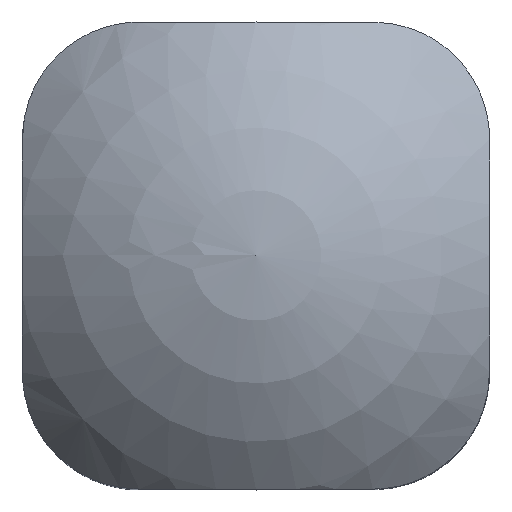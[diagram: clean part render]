
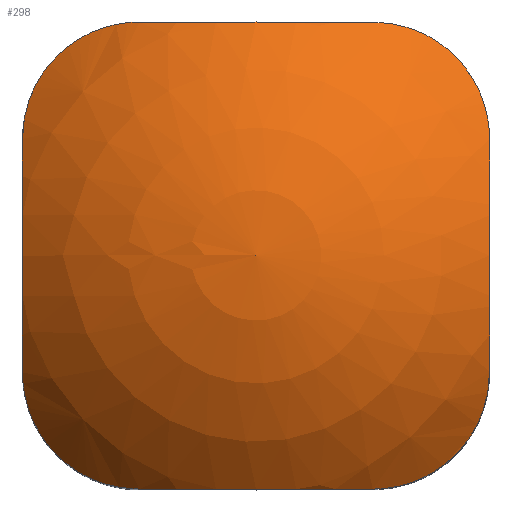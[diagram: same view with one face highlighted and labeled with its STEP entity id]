
A CAD part, top view. The second image highlights one B-rep face of the part: STEP entity #298.
In plain terms, the highlighted spherical face has radius 6 mm.
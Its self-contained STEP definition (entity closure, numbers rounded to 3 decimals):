
#16=SPHERICAL_SURFACE('',#341,6.);
#23=CIRCLE('',#329,4.472);
#24=CIRCLE('',#330,4.472);
#30=CIRCLE('',#339,4.472);
#32=CIRCLE('',#342,6.);
#33=CIRCLE('',#343,4.472);
#34=CIRCLE('',#344,4.472);
#58=FACE_OUTER_BOUND('',#78,.T.);
#78=EDGE_LOOP('',(#228,#229,#230,#231,#232,#233,#234,#235,#236,#237,#238));
#117=B_SPLINE_CURVE_WITH_KNOTS('',3,(#469,#470,#471,#472,#473,#474,#475,
#476,#477,#478,#479,#480,#481,#482,#483),.UNSPECIFIED.,.F.,.F.,(4,2,2,3,
2,2,4),(1.147,1.155,1.231,1.306,
1.382,1.457,1.465),.UNSPECIFIED.);
#122=B_SPLINE_CURVE_WITH_KNOTS('',3,(#575,#576,#577,#578,#579,#580,#581,
#582,#583,#584,#585,#586,#587,#588,#589),.UNSPECIFIED.,.F.,.F.,(4,2,2,3,
2,2,4),(1.147,1.155,1.231,1.306,
1.382,1.457,1.465),.UNSPECIFIED.);
#123=B_SPLINE_CURVE_WITH_KNOTS('',3,(#601,#602,#603,#604,#605,#606,#607,
#608,#609,#610,#611,#612,#613,#614,#615),.UNSPECIFIED.,.F.,.F.,(4,2,2,3,
2,2,4),(1.147,1.155,1.231,1.306,
1.382,1.457,1.465),.UNSPECIFIED.);
#124=B_SPLINE_CURVE_WITH_KNOTS('',3,(#618,#619,#620,#621,#622,#623,#624,
#625,#626,#627,#628,#629,#630,#631,#632),.UNSPECIFIED.,.F.,.F.,(4,2,2,3,
2,2,4),(1.147,1.155,1.231,1.306,
1.382,1.457,1.465),.UNSPECIFIED.);
#125=VERTEX_POINT('',#467);
#126=VERTEX_POINT('',#468);
#131=VERTEX_POINT('',#508);
#132=VERTEX_POINT('',#510);
#140=VERTEX_POINT('',#572);
#141=VERTEX_POINT('',#574);
#142=VERTEX_POINT('',#592);
#144=VERTEX_POINT('',#598);
#145=VERTEX_POINT('',#600);
#146=VERTEX_POINT('',#616);
#153=EDGE_CURVE('',#125,#126,#117,.T.);
#160=EDGE_CURVE('',#132,#131,#23,.T.);
#161=EDGE_CURVE('',#125,#132,#24,.T.);
#171=EDGE_CURVE('',#140,#141,#122,.T.);
#173=EDGE_CURVE('',#141,#142,#30,.T.);
#176=EDGE_CURVE('',#144,#132,#32,.T.);
#177=EDGE_CURVE('',#145,#131,#123,.T.);
#178=EDGE_CURVE('',#145,#146,#33,.T.);
#179=EDGE_CURVE('',#142,#146,#124,.T.);
#180=EDGE_CURVE('',#126,#140,#34,.T.);
#228=ORIENTED_EDGE('',*,*,#153,.F.);
#229=ORIENTED_EDGE('',*,*,#161,.T.);
#230=ORIENTED_EDGE('',*,*,#176,.F.);
#231=ORIENTED_EDGE('',*,*,#176,.T.);
#232=ORIENTED_EDGE('',*,*,#160,.T.);
#233=ORIENTED_EDGE('',*,*,#177,.F.);
#234=ORIENTED_EDGE('',*,*,#178,.T.);
#235=ORIENTED_EDGE('',*,*,#179,.F.);
#236=ORIENTED_EDGE('',*,*,#173,.F.);
#237=ORIENTED_EDGE('',*,*,#171,.F.);
#238=ORIENTED_EDGE('',*,*,#180,.F.);
#298=ADVANCED_FACE('',(#58),#16,.T.);
#329=AXIS2_PLACEMENT_3D('',#511,#380,#381);
#330=AXIS2_PLACEMENT_3D('',#512,#382,#383);
#339=AXIS2_PLACEMENT_3D('',#593,#402,#403);
#341=AXIS2_PLACEMENT_3D('',#597,#407,#408);
#342=AXIS2_PLACEMENT_3D('',#599,#409,#410);
#343=AXIS2_PLACEMENT_3D('',#617,#411,#412);
#344=AXIS2_PLACEMENT_3D('',#633,#413,#414);
#380=DIRECTION('center_axis',(1.,0.,0.));
#381=DIRECTION('ref_axis',(0.,0.,1.));
#382=DIRECTION('center_axis',(1.,0.,0.));
#383=DIRECTION('ref_axis',(0.,0.,1.));
#402=DIRECTION('center_axis',(1.,0.,0.));
#403=DIRECTION('ref_axis',(0.,0.,1.));
#407=DIRECTION('center_axis',(0.,0.,1.));
#408=DIRECTION('ref_axis',(1.,0.,0.));
#409=DIRECTION('center_axis',(0.,-1.,0.));
#410=DIRECTION('ref_axis',(-1.,0.,0.));
#411=DIRECTION('center_axis',(0.,1.,0.));
#412=DIRECTION('ref_axis',(0.,0.,-1.));
#413=DIRECTION('center_axis',(0.,1.,0.));
#414=DIRECTION('ref_axis',(0.,0.,-1.));
#467=CARTESIAN_POINT('',(-4.,2.,4.));
#468=CARTESIAN_POINT('',(-2.,4.,4.));
#469=CARTESIAN_POINT('Ctrl Pts',(-4.,2.,4.));
#470=CARTESIAN_POINT('Ctrl Pts',(-4.,2.024,3.988));
#471=CARTESIAN_POINT('Ctrl Pts',(-4.,2.048,3.976));
#472=CARTESIAN_POINT('Ctrl Pts',(-3.991,2.298,3.855));
#473=CARTESIAN_POINT('Ctrl Pts',(-3.941,2.546,3.749));
#474=CARTESIAN_POINT('Ctrl Pts',(-3.742,3.015,3.602));
#475=CARTESIAN_POINT('Ctrl Pts',(-3.592,3.236,3.562));
#476=CARTESIAN_POINT('Ctrl Pts',(-3.414,3.414,3.562));
#477=CARTESIAN_POINT('Ctrl Pts',(-3.236,3.592,3.562));
#478=CARTESIAN_POINT('Ctrl Pts',(-3.015,3.742,3.602));
#479=CARTESIAN_POINT('Ctrl Pts',(-2.546,3.941,3.749));
#480=CARTESIAN_POINT('Ctrl Pts',(-2.298,3.991,3.855));
#481=CARTESIAN_POINT('Ctrl Pts',(-2.048,4.,3.976));
#482=CARTESIAN_POINT('Ctrl Pts',(-2.024,4.,3.988));
#483=CARTESIAN_POINT('Ctrl Pts',(-2.,4.,4.));
#508=CARTESIAN_POINT('',(-4.,-2.,4.));
#510=CARTESIAN_POINT('',(-4.,0.,4.472));
#511=CARTESIAN_POINT('Origin',(-4.,0.,0.));
#512=CARTESIAN_POINT('Origin',(-4.,0.,0.));
#572=CARTESIAN_POINT('',(2.,4.,4.));
#574=CARTESIAN_POINT('',(4.,2.,4.));
#575=CARTESIAN_POINT('Ctrl Pts',(2.,4.,4.));
#576=CARTESIAN_POINT('Ctrl Pts',(2.024,4.,3.988));
#577=CARTESIAN_POINT('Ctrl Pts',(2.048,4.,3.976));
#578=CARTESIAN_POINT('Ctrl Pts',(2.298,3.991,3.855));
#579=CARTESIAN_POINT('Ctrl Pts',(2.546,3.941,3.749));
#580=CARTESIAN_POINT('Ctrl Pts',(3.015,3.742,3.602));
#581=CARTESIAN_POINT('Ctrl Pts',(3.236,3.592,3.562));
#582=CARTESIAN_POINT('Ctrl Pts',(3.414,3.414,3.562));
#583=CARTESIAN_POINT('Ctrl Pts',(3.592,3.236,3.562));
#584=CARTESIAN_POINT('Ctrl Pts',(3.742,3.015,3.602));
#585=CARTESIAN_POINT('Ctrl Pts',(3.941,2.546,3.749));
#586=CARTESIAN_POINT('Ctrl Pts',(3.991,2.298,3.855));
#587=CARTESIAN_POINT('Ctrl Pts',(4.,2.048,3.976));
#588=CARTESIAN_POINT('Ctrl Pts',(4.,2.024,3.988));
#589=CARTESIAN_POINT('Ctrl Pts',(4.,2.,4.));
#592=CARTESIAN_POINT('',(4.,-2.,4.));
#593=CARTESIAN_POINT('Origin',(4.,0.,0.));
#597=CARTESIAN_POINT('Origin',(0.,0.,0.));
#598=CARTESIAN_POINT('',(0.,0.,6.));
#599=CARTESIAN_POINT('Origin',(0.,0.,0.));
#600=CARTESIAN_POINT('',(-2.,-4.,4.));
#601=CARTESIAN_POINT('Ctrl Pts',(-2.,-4.,4.));
#602=CARTESIAN_POINT('Ctrl Pts',(-2.024,-4.,3.988));
#603=CARTESIAN_POINT('Ctrl Pts',(-2.048,-4.,3.976));
#604=CARTESIAN_POINT('Ctrl Pts',(-2.298,-3.991,3.855));
#605=CARTESIAN_POINT('Ctrl Pts',(-2.546,-3.941,3.749));
#606=CARTESIAN_POINT('Ctrl Pts',(-3.015,-3.742,3.602));
#607=CARTESIAN_POINT('Ctrl Pts',(-3.236,-3.592,3.562));
#608=CARTESIAN_POINT('Ctrl Pts',(-3.414,-3.414,3.562));
#609=CARTESIAN_POINT('Ctrl Pts',(-3.592,-3.236,3.562));
#610=CARTESIAN_POINT('Ctrl Pts',(-3.742,-3.015,3.602));
#611=CARTESIAN_POINT('Ctrl Pts',(-3.941,-2.546,3.749));
#612=CARTESIAN_POINT('Ctrl Pts',(-3.991,-2.298,3.855));
#613=CARTESIAN_POINT('Ctrl Pts',(-4.,-2.048,3.976));
#614=CARTESIAN_POINT('Ctrl Pts',(-4.,-2.024,3.988));
#615=CARTESIAN_POINT('Ctrl Pts',(-4.,-2.,4.));
#616=CARTESIAN_POINT('',(2.,-4.,4.));
#617=CARTESIAN_POINT('Origin',(0.,-4.,0.));
#618=CARTESIAN_POINT('Ctrl Pts',(4.,-2.,4.));
#619=CARTESIAN_POINT('Ctrl Pts',(4.,-2.024,3.988));
#620=CARTESIAN_POINT('Ctrl Pts',(4.,-2.048,3.976));
#621=CARTESIAN_POINT('Ctrl Pts',(3.991,-2.298,3.855));
#622=CARTESIAN_POINT('Ctrl Pts',(3.941,-2.546,3.749));
#623=CARTESIAN_POINT('Ctrl Pts',(3.742,-3.015,3.602));
#624=CARTESIAN_POINT('Ctrl Pts',(3.592,-3.236,3.562));
#625=CARTESIAN_POINT('Ctrl Pts',(3.414,-3.414,3.562));
#626=CARTESIAN_POINT('Ctrl Pts',(3.236,-3.592,3.562));
#627=CARTESIAN_POINT('Ctrl Pts',(3.015,-3.742,3.602));
#628=CARTESIAN_POINT('Ctrl Pts',(2.546,-3.941,3.749));
#629=CARTESIAN_POINT('Ctrl Pts',(2.298,-3.991,3.855));
#630=CARTESIAN_POINT('Ctrl Pts',(2.048,-4.,3.976));
#631=CARTESIAN_POINT('Ctrl Pts',(2.024,-4.,3.988));
#632=CARTESIAN_POINT('Ctrl Pts',(2.,-4.,4.));
#633=CARTESIAN_POINT('Origin',(0.,4.,0.));
